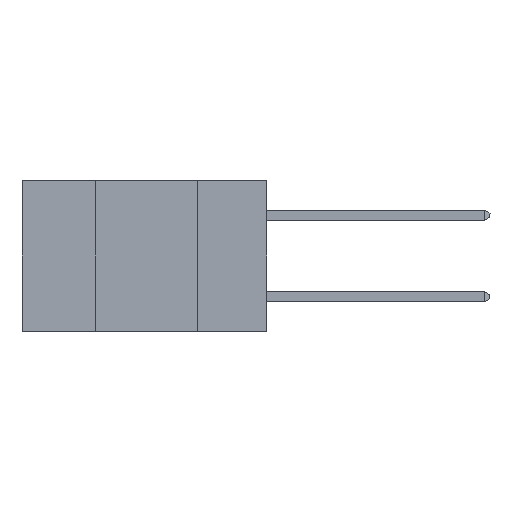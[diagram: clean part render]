
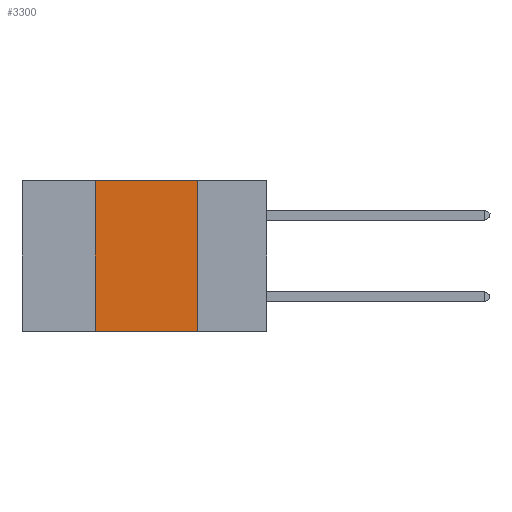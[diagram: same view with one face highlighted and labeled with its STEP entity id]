
A CAD part, left-side view. The second image highlights one B-rep face of the part: STEP entity #3300.
In plain terms, the highlighted planar face has unit normal (-1, 0, 0).
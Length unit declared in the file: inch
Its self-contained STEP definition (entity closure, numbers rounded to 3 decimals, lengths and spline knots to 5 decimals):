
#74 = PLANE ( 'NONE',  #9746 ) ;
#120 = EDGE_CURVE ( 'NONE', #14643, #14628, #5807, .T. ) ;
#320 = LINE ( 'NONE', #6573, #6786 ) ;
#2182 = CARTESIAN_POINT ( 'NONE',  ( 0., 0.42, 0. ) ) ;
#2363 = LINE ( 'NONE', #2785, #8838 ) ;
#2391 = DIRECTION ( 'NONE',  ( 0., 0., 1. ) ) ;
#2708 = DIRECTION ( 'NONE',  ( 0., 0., -1. ) ) ;
#2785 = CARTESIAN_POINT ( 'NONE',  ( 0., 0.17, 0. ) ) ;
#3300 = ADVANCED_FACE ( 'NONE', ( #5145 ), #74, .F. ) ;
#3332 = CARTESIAN_POINT ( 'NONE',  ( 0., 0.42, -0.37 ) ) ;
#3502 = CARTESIAN_POINT ( 'NONE',  ( 0., 0.17, 0. ) ) ;
#4080 = DIRECTION ( 'NONE',  ( 0., 0., -1. ) ) ;
#5145 = FACE_OUTER_BOUND ( 'NONE', #13596, .T. ) ;
#5366 = EDGE_CURVE ( 'NONE', #10836, #14628, #2363, .T. ) ;
#5553 = ORIENTED_EDGE ( 'NONE', *, *, #13135, .F. ) ;
#5578 = LINE ( 'NONE', #11371, #12091 ) ;
#5807 = LINE ( 'NONE', #6569, #12333 ) ;
#5889 = CARTESIAN_POINT ( 'NONE',  ( 0., 0.17, -0.37 ) ) ;
#6569 = CARTESIAN_POINT ( 'NONE',  ( 0., 0.6, -0.37 ) ) ;
#6573 = CARTESIAN_POINT ( 'NONE',  ( 0., 0.6, 0. ) ) ;
#6625 = DIRECTION ( 'NONE',  ( 0., -1., 0. ) ) ;
#6786 = VECTOR ( 'NONE', #6625, 39.37008 ) ;
#8838 = VECTOR ( 'NONE', #4080, 39.37008 ) ;
#9153 = CARTESIAN_POINT ( 'NONE',  ( 0., 0.6, 0. ) ) ;
#9746 = AXIS2_PLACEMENT_3D ( 'NONE', #9153, #10447, #2708 ) ;
#10137 = VERTEX_POINT ( 'NONE', #2182 ) ;
#10447 = DIRECTION ( 'NONE',  ( 1., 0., 0. ) ) ;
#10836 = VERTEX_POINT ( 'NONE', #3502 ) ;
#11054 = ORIENTED_EDGE ( 'NONE', *, *, #120, .T. ) ;
#11371 = CARTESIAN_POINT ( 'NONE',  ( 0., 0.42, 0. ) ) ;
#12091 = VECTOR ( 'NONE', #2391, 39.37008 ) ;
#12333 = VECTOR ( 'NONE', #16355, 39.37008 ) ;
#12766 = EDGE_CURVE ( 'NONE', #14643, #10137, #5578, .T. ) ;
#13135 = EDGE_CURVE ( 'NONE', #10137, #10836, #320, .T. ) ;
#13596 = EDGE_LOOP ( 'NONE', ( #15465, #5553, #14105, #11054 ) ) ;
#14105 = ORIENTED_EDGE ( 'NONE', *, *, #12766, .F. ) ;
#14628 = VERTEX_POINT ( 'NONE', #5889 ) ;
#14643 = VERTEX_POINT ( 'NONE', #3332 ) ;
#15465 = ORIENTED_EDGE ( 'NONE', *, *, #5366, .F. ) ;
#16355 = DIRECTION ( 'NONE',  ( 0., -1., 0. ) ) ;
